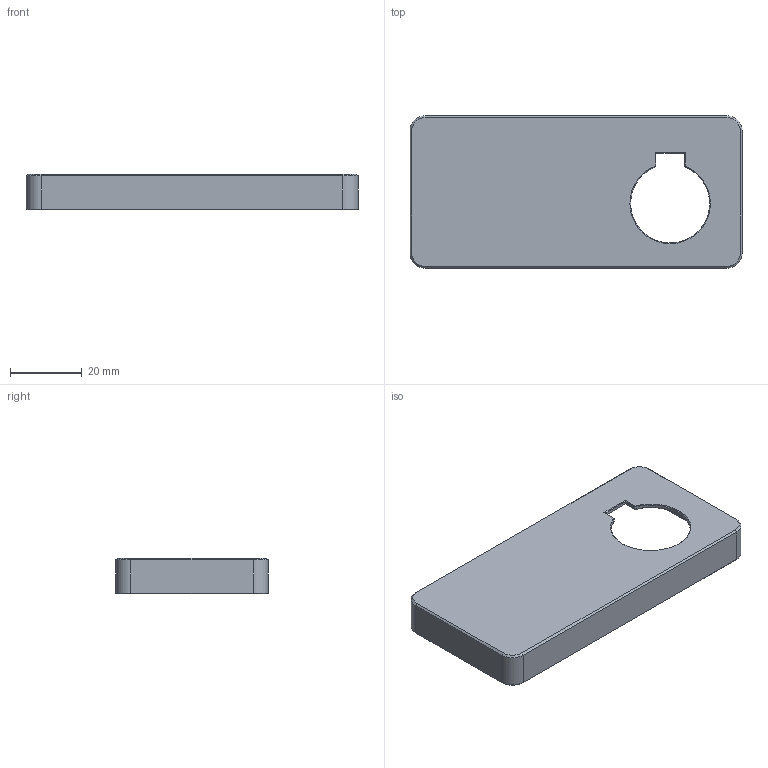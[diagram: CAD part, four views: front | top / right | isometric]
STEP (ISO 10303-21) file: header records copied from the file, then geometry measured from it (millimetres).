
FILE_DESCRIPTION(/* description */ ('','CAx-IF Rec.Pracs.---Representation and Presentation of Product Manufacturing Information (PMI)---4.0---2014-10-13'),/* implementation_level */ '2;1');
FILE_NAME(/* name */ 'CH552T_LED_Matrix v9.step',/* time_stamp */ '2025-02-24T16:09:32+09:00',/* author */ (''),/* organization */ (''),/* preprocessor_version */ 'ST-DEVELOPER v20',/* originating_system */ 'Autodesk Translation Framework v13.20.0.188',/* authorisation */ '');
FILE_SCHEMA (('AP242_MANAGED_MODEL_BASED_3D_ENGINEERING_MIM_LF { 1 0 10303 442 1 1 4 }'));
Length unit declared in the file: millimetre
Products named in the file (1): CH552T_LED_Matrix
Bounding box: 92.4 x 42.4 x 10 mm (x, y, z)
Volume: 7994.7 mm3; surface area: 11842.9 mm2
Topology: 1 solids, 1 shells, 124 faces, 290 edges, 172 vertices
Faces by surface type: plane 81, cone 26, cylinder 17
Full cylindrical faces by diameter (mm): 2.2 x4
Entity records: 3483 total; most frequent: CARTESIAN_POINT 599, DIRECTION 596, ORIENTED_EDGE 580, EDGE_CURVE 290, LINE 226, VECTOR 226, AXIS2_PLACEMENT_3D 185, VERTEX_POINT 172
